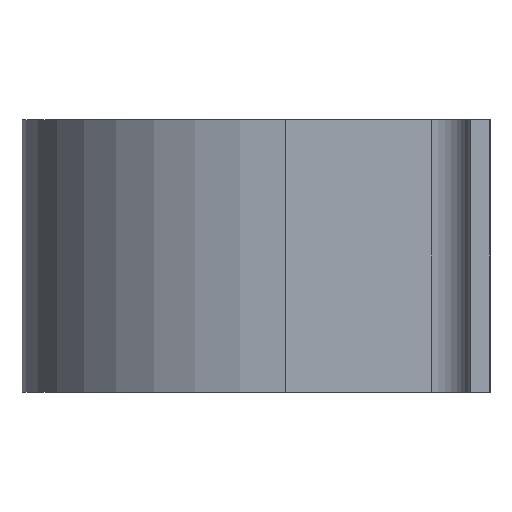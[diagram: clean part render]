
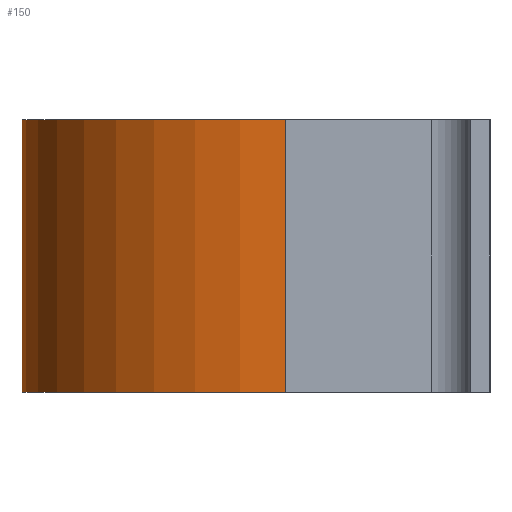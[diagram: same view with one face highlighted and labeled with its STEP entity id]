
A CAD part, left-side view. The second image highlights one B-rep face of the part: STEP entity #150.
In plain terms, the highlighted cylindrical face has radius 13.5 mm (diameter 27 mm), a partial arc.
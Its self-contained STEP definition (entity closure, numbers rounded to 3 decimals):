
#1 = EDGE_LOOP ( 'NONE', ( #796, #578, #50, #146 ) ) ;
#11 = CARTESIAN_POINT ( 'NONE',  ( 13.5, 10.5, 7. ) ) ;
#44 = CIRCLE ( 'NONE', #450, 13.5 ) ;
#50 = ORIENTED_EDGE ( 'NONE', *, *, #456, .T. ) ;
#71 = CARTESIAN_POINT ( 'NONE',  ( 13.5, 10.5, 7. ) ) ;
#108 = AXIS2_PLACEMENT_3D ( 'NONE', #472, #956, #381 ) ;
#109 = LINE ( 'NONE', #891, #222 ) ;
#112 = CARTESIAN_POINT ( 'NONE',  ( -13.5, 10.5, 7. ) ) ;
#124 = DIRECTION ( 'NONE',  ( 1., 0., 0. ) ) ;
#146 = ORIENTED_EDGE ( 'NONE', *, *, #665, .T. ) ;
#150 = ADVANCED_FACE ( 'NONE', ( #722 ), #1053, .T. ) ;
#222 = VECTOR ( 'NONE', #488, 1000. ) ;
#231 = VERTEX_POINT ( 'NONE', #71 ) ;
#366 = DIRECTION ( 'NONE',  ( 0., 0., -1. ) ) ;
#381 = DIRECTION ( 'NONE',  ( 1., 0., 0. ) ) ;
#401 = EDGE_CURVE ( 'NONE', #825, #797, #1070, .T. ) ;
#450 = AXIS2_PLACEMENT_3D ( 'NONE', #699, #366, #124 ) ;
#456 = EDGE_CURVE ( 'NONE', #549, #231, #44, .T. ) ;
#470 = AXIS2_PLACEMENT_3D ( 'NONE', #987, #511, #505 ) ;
#472 = CARTESIAN_POINT ( 'NONE',  ( 0., 10.5, -7. ) ) ;
#488 = DIRECTION ( 'NONE',  ( 0., 0., -1. ) ) ;
#505 = DIRECTION ( 'NONE',  ( -1., 0., 0. ) ) ;
#508 = CARTESIAN_POINT ( 'NONE',  ( 13.5, 10.5, -7. ) ) ;
#511 = DIRECTION ( 'NONE',  ( 0., 0., -1. ) ) ;
#543 = VECTOR ( 'NONE', #593, 1000. ) ;
#549 = VERTEX_POINT ( 'NONE', #112 ) ;
#575 = CARTESIAN_POINT ( 'NONE',  ( -13.5, 10.5, -7. ) ) ;
#578 = ORIENTED_EDGE ( 'NONE', *, *, #888, .F. ) ;
#593 = DIRECTION ( 'NONE',  ( 0., 0., -1. ) ) ;
#665 = EDGE_CURVE ( 'NONE', #231, #797, #773, .T. ) ;
#699 = CARTESIAN_POINT ( 'NONE',  ( 0., 10.5, 7. ) ) ;
#722 = FACE_OUTER_BOUND ( 'NONE', #1, .T. ) ;
#773 = LINE ( 'NONE', #11, #543 ) ;
#796 = ORIENTED_EDGE ( 'NONE', *, *, #401, .F. ) ;
#797 = VERTEX_POINT ( 'NONE', #508 ) ;
#825 = VERTEX_POINT ( 'NONE', #575 ) ;
#888 = EDGE_CURVE ( 'NONE', #549, #825, #109, .T. ) ;
#891 = CARTESIAN_POINT ( 'NONE',  ( -13.5, 10.5, 7. ) ) ;
#956 = DIRECTION ( 'NONE',  ( 0., 0., -1. ) ) ;
#987 = CARTESIAN_POINT ( 'NONE',  ( 0., 10.5, 7. ) ) ;
#1053 = CYLINDRICAL_SURFACE ( 'NONE', #470, 13.5 ) ;
#1070 = CIRCLE ( 'NONE', #108, 13.5 ) ;
